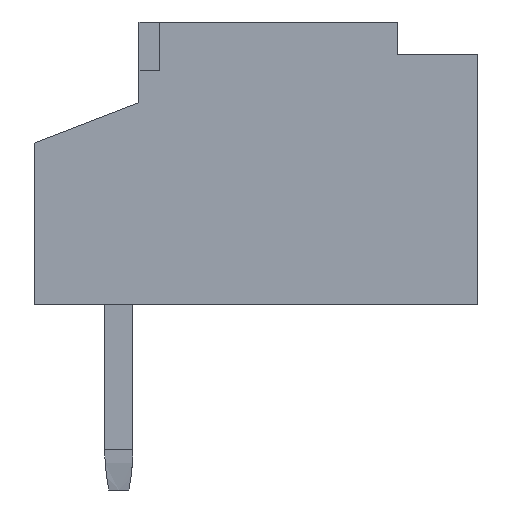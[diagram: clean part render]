
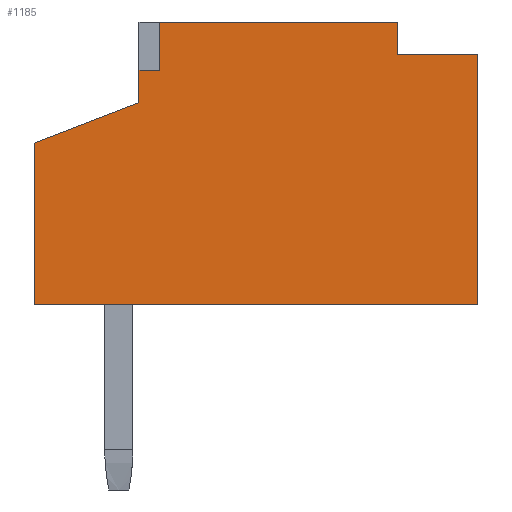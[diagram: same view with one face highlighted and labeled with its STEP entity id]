
A CAD part, left-side view. The second image highlights one B-rep face of the part: STEP entity #1185.
In plain terms, the highlighted planar face has unit normal (-1, 0, 0).
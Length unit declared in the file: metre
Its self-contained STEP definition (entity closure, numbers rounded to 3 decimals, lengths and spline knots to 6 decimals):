
#649 = EDGE_CURVE( '', #1817, #1818, #1819, .T. );
#735 = EDGE_CURVE( '', #1964, #1965, #1966, .T. );
#789 = EDGE_CURVE( '', #2052, #1818, #2053, .T. );
#959 = EDGE_CURVE( '', #1964, #2304, #2305, .T. );
#1149 = EDGE_CURVE( '', #2568, #2304, #2569, .T. );
#1185 = ADVANCED_FACE( '', ( #2614 ), #2615, .T. );
#1229 = EDGE_CURVE( '', #1817, #2568, #2673, .T. );
#1271 = EDGE_CURVE( '', #2493, #1710, #2727, .T. );
#1391 = EDGE_CURVE( '', #1710, #1965, #2874, .T. );
#1429 = EDGE_CURVE( '', #2493, #2871, #2917, .T. );
#1451 = EDGE_CURVE( '', #2052, #2871, #2944, .T. );
#1710 = VERTEX_POINT( '', #3224 );
#1817 = VERTEX_POINT( '', #3410 );
#1818 = VERTEX_POINT( '', #3411 );
#1819 = LINE( '', #3412, #3413 );
#1964 = VERTEX_POINT( '', #3646 );
#1965 = VERTEX_POINT( '', #3647 );
#1966 = LINE( '', #3648, #3649 );
#2052 = VERTEX_POINT( '', #3808 );
#2053 = LINE( '', #3809, #3810 );
#2304 = VERTEX_POINT( '', #4255 );
#2305 = LINE( '', #4256, #4257 );
#2493 = VERTEX_POINT( '', #4600 );
#2568 = VERTEX_POINT( '', #4714 );
#2569 = LINE( '', #4715, #4716 );
#2614 = FACE_OUTER_BOUND( '', #4791, .T. );
#2615 = PLANE( '', #4792 );
#2673 = LINE( '', #4878, #4879 );
#2727 = LINE( '', #4982, #4983 );
#2871 = VERTEX_POINT( '', #5217 );
#2874 = LINE( '', #5222, #5223 );
#2917 = LINE( '', #5297, #5298 );
#2944 = LINE( '', #5337, #5338 );
#3224 = CARTESIAN_POINT( '', ( -0.00275, 0.002747, 0. ) );
#3410 = CARTESIAN_POINT( '', ( -0.00275, 0.001197, 0.0035 ) );
#3411 = CARTESIAN_POINT( '', ( -0.00275, 0.001197, 0.0029 ) );
#3412 = CARTESIAN_POINT( '', ( -0.00275, 0.001197, 0.0035 ) );
#3413 = VECTOR( '', #5881, 1. );
#3646 = CARTESIAN_POINT( '', ( -0.00275, -0.002753, 0.0031 ) );
#3647 = CARTESIAN_POINT( '', ( -0.00275, -0.002753, 0. ) );
#3648 = CARTESIAN_POINT( '', ( -0.00275, -0.002753, 0.0031 ) );
#3649 = VECTOR( '', #6025, 1. );
#3808 = CARTESIAN_POINT( '', ( -0.00275, 0.001447, 0.0029 ) );
#3809 = CARTESIAN_POINT( '', ( -0.00275, 0.001447, 0.0029 ) );
#3810 = VECTOR( '', #6084, 1. );
#4255 = CARTESIAN_POINT( '', ( -0.00275, -0.001753, 0.0031 ) );
#4256 = CARTESIAN_POINT( '', ( -0.00275, -0.002753, 0.0031 ) );
#4257 = VECTOR( '', #6388, 1. );
#4600 = CARTESIAN_POINT( '', ( -0.00275, 0.002747, 0.002 ) );
#4714 = CARTESIAN_POINT( '', ( -0.00275, -0.001753, 0.0035 ) );
#4715 = CARTESIAN_POINT( '', ( -0.00275, -0.001753, 0.0035 ) );
#4716 = VECTOR( '', #6748, 1. );
#4791 = EDGE_LOOP( '', ( #6783, #6784, #6785, #6786, #6787, #6788, #6789, #6790, #6791, #6792 ) );
#4792 = AXIS2_PLACEMENT_3D( '', #6793, #6794, #6795 );
#4878 = CARTESIAN_POINT( '', ( -0.00275, 0.001197, 0.0035 ) );
#4879 = VECTOR( '', #6925, 1. );
#4982 = CARTESIAN_POINT( '', ( -0.00275, 0.002747, 0.002 ) );
#4983 = VECTOR( '', #6990, 1. );
#5217 = CARTESIAN_POINT( '', ( -0.00275, 0.001447, 0.0025 ) );
#5222 = CARTESIAN_POINT( '', ( -0.00275, 0.002747, 0. ) );
#5223 = VECTOR( '', #7166, 1. );
#5297 = CARTESIAN_POINT( '', ( -0.00275, 0.002747, 0.002 ) );
#5298 = VECTOR( '', #7213, 1. );
#5337 = CARTESIAN_POINT( '', ( -0.00275, 0.001447, 0.0029 ) );
#5338 = VECTOR( '', #7249, 1. );
#5881 = DIRECTION( '', ( 0., 0., -1. ) );
#6025 = DIRECTION( '', ( 0., 0., -1. ) );
#6084 = DIRECTION( '', ( 0., -1., 0. ) );
#6388 = DIRECTION( '', ( 0., 1., 0. ) );
#6748 = DIRECTION( '', ( 0., 0., -1. ) );
#6783 = ORIENTED_EDGE( '', *, *, #1451, .T. );
#6784 = ORIENTED_EDGE( '', *, *, #1429, .F. );
#6785 = ORIENTED_EDGE( '', *, *, #1271, .T. );
#6786 = ORIENTED_EDGE( '', *, *, #1391, .T. );
#6787 = ORIENTED_EDGE( '', *, *, #735, .F. );
#6788 = ORIENTED_EDGE( '', *, *, #959, .T. );
#6789 = ORIENTED_EDGE( '', *, *, #1149, .F. );
#6790 = ORIENTED_EDGE( '', *, *, #1229, .F. );
#6791 = ORIENTED_EDGE( '', *, *, #649, .T. );
#6792 = ORIENTED_EDGE( '', *, *, #789, .F. );
#6793 = CARTESIAN_POINT( '', ( -0.00275, 0.002747, 0.0035 ) );
#6794 = DIRECTION( '', ( -1., 0., 0. ) );
#6795 = DIRECTION( '', ( 0., 0., 1. ) );
#6925 = DIRECTION( '', ( 0., -1., 0. ) );
#6990 = DIRECTION( '', ( 0., 0., -1. ) );
#7166 = DIRECTION( '', ( 0., -1., 0. ) );
#7213 = DIRECTION( '', ( 0., -0.933, 0.359 ) );
#7249 = DIRECTION( '', ( 0., 0., -1. ) );
